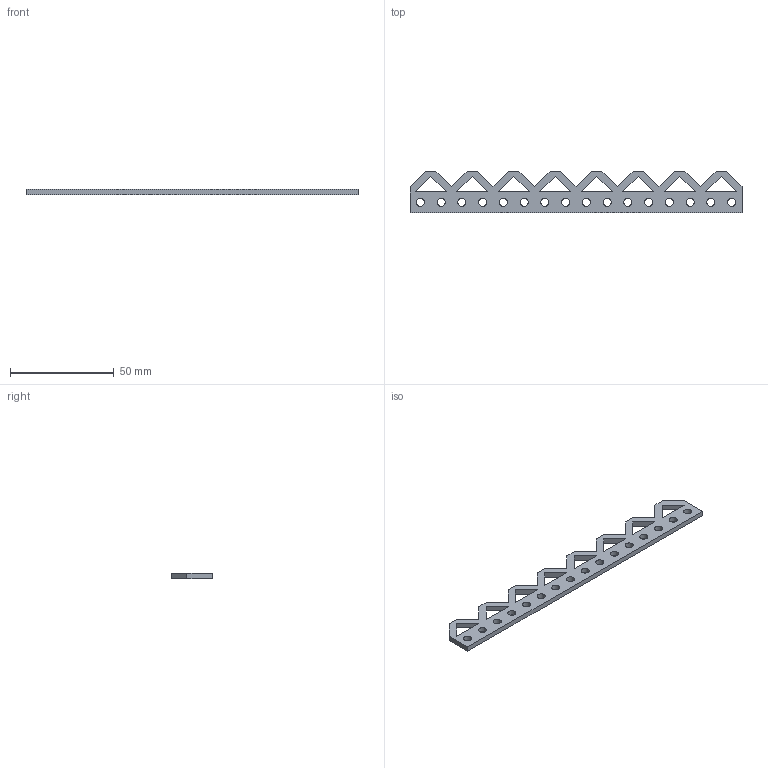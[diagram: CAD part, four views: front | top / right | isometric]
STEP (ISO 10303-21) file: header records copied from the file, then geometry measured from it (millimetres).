
FILE_DESCRIPTION(('Open CASCADE Model'),'2;1');
FILE_NAME('Open CASCADE Shape Model','2025-02-28T20:23:04',('Author'),( 'Open CASCADE'),'Open CASCADE STEP processor 7.8','Open CASCADE 7.8' ,'Unknown');
FILE_SCHEMA(('AUTOMOTIVE_DESIGN { 1 0 10303 214 1 1 1 1 }'));
Length unit declared in the file: millimetre
Products named in the file (1): Open CASCADE STEP translator 7.8 1
Bounding box: 160 x 20 x 2.5 mm (x, y, z)
Volume: 5272.2 mm3; surface area: 6418.8 mm2
Topology: 1 solids, 1 shells, 69 faces, 201 edges, 134 vertices
Faces by surface type: plane 53, cylinder 16
Full cylindrical faces by diameter (mm): 3.9 x16
Entity records: 4986 total; most frequent: CARTESIAN_POINT 807, DIRECTION 775, LINE 539, VECTOR 539, ORIENTED_EDGE 402, PCURVE 402, DEFINITIONAL_REPRESENTATION 402, EDGE_CURVE 201
